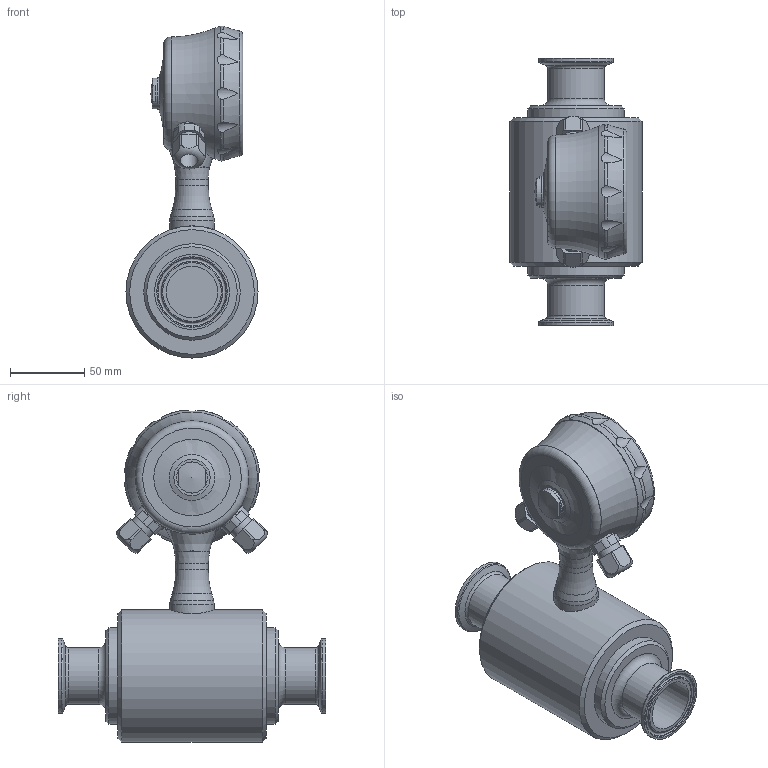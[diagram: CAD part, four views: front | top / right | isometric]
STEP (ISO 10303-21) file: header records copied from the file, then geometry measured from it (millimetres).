
FILE_DESCRIPTION( ( 'Unknown' ), '1' );
FILE_NAME( 'PF75H5xxxxxxx03x1G52xx2xxx0x0.stp', 'Unknown', ( 'Unknown' ), ( 'Unknown' ), 'PSStep 19.0.9', 'Unknown', ' ' );
FILE_SCHEMA( ( 'AUTOMOTIVE_DESIGN { 1 0 10303 214 1 1 1 1 }' ) );
Length unit declared in the file: millimetre
Products named in the file (1): Unterteil_PF75H_Clamp_BS_4528_DN32
Bounding box: 89 x 180 x 223.77 mm (x, y, z)
Volume: 995776.4 mm3; surface area: 104679.9 mm2
Topology: 1 solids, 16 shells, 524 faces, 1367 edges, 897 vertices
Faces by surface type: plane 260, cylinder 145, torus 49, cone 37, bspline 21, extrusion 4, revolution 4, sphere 4
Full cylindrical faces by diameter (mm): 3 x1, 3.459 x2, 12 x2, 16 x4, 16.691 x2, 20.8 x1, 21 x1, 22 x1, 23.5 x1, 30 x1, 34.9 x2, 38.3 x2, 50.5 x2, 65 x2, 81.2 x1, 83.7 x1, 88 x1, 89 x1
Entity records: 23322 total; most frequent: CARTESIAN_POINT 7049, ORIENTED_EDGE 2496, DIRECTION 2376, EDGE_CURVE 1248, AXIS2_PLACEMENT_3D 891, VERTEX_POINT 860, EDGE_LOOP 639, VECTOR 590
